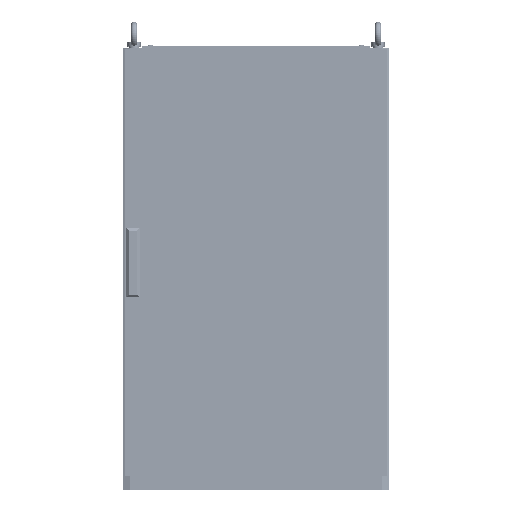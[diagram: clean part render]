
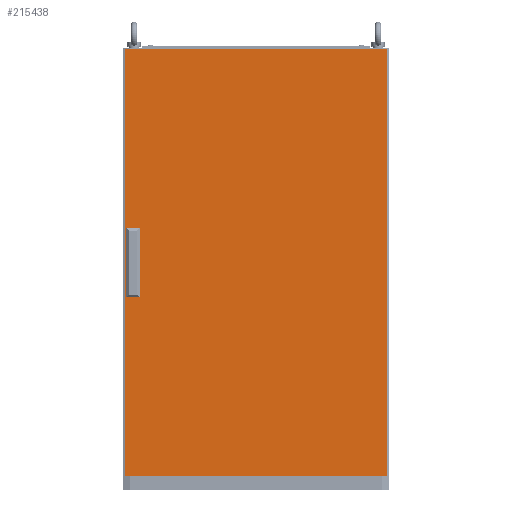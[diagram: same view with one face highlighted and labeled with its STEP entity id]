
A CAD part, top view. The second image highlights one B-rep face of the part: STEP entity #215438.
In plain terms, the highlighted planar face has unit normal (0, 0, 1).
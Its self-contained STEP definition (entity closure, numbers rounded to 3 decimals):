
#3080 = ORIENTED_EDGE ( 'NONE', *, *, #27749, .F. ) ;
#4029 = VERTEX_POINT ( 'NONE', #48942 ) ;
#6684 = VECTOR ( 'NONE', #143596, 1000. ) ;
#8555 = CARTESIAN_POINT ( 'NONE',  ( -297., 497., 0. ) ) ;
#10493 = EDGE_LOOP ( 'NONE', ( #80088, #212669, #62382, #3080 ) ) ;
#10863 = EDGE_CURVE ( 'NONE', #60597, #233328, #158917, .T. ) ;
#13902 = VERTEX_POINT ( 'NONE', #166280 ) ;
#14473 = LINE ( 'NONE', #91462, #119109 ) ;
#27749 = EDGE_CURVE ( 'NONE', #69827, #137112, #218704, .T. ) ;
#30669 = VERTEX_POINT ( 'NONE', #134444 ) ;
#31734 = DIRECTION ( 'NONE',  ( -1., 0., 0. ) ) ;
#32467 = PLANE ( 'NONE',  #224965 ) ;
#34706 = ORIENTED_EDGE ( 'NONE', *, *, #237585, .F. ) ;
#36492 = LINE ( 'NONE', #112235, #133974 ) ;
#41887 = CARTESIAN_POINT ( 'NONE',  ( -290.7, -61.5, 0. ) ) ;
#43518 = CARTESIAN_POINT ( 'NONE',  ( -265.7, -61.5, 0. ) ) ;
#48300 = CARTESIAN_POINT ( 'NONE',  ( -290.7, 88.5, 0. ) ) ;
#48942 = CARTESIAN_POINT ( 'NONE',  ( -265.7, -11.5, 0. ) ) ;
#50639 = CARTESIAN_POINT ( 'NONE',  ( -265.7, -61.5, 0. ) ) ;
#57757 = LINE ( 'NONE', #90832, #187200 ) ;
#60467 = DIRECTION ( 'NONE',  ( 1., 0., 0. ) ) ;
#60597 = VERTEX_POINT ( 'NONE', #146335 ) ;
#62382 = ORIENTED_EDGE ( 'NONE', *, *, #222684, .F. ) ;
#63273 = DIRECTION ( 'NONE',  ( -1., 0., 0. ) ) ;
#65800 = CARTESIAN_POINT ( 'NONE',  ( -297., -470., 0. ) ) ;
#66894 = CARTESIAN_POINT ( 'NONE',  ( -290.7, -11.5, 0. ) ) ;
#68983 = EDGE_CURVE ( 'NONE', #233328, #78153, #14473, .T. ) ;
#69827 = VERTEX_POINT ( 'NONE', #205512 ) ;
#70009 = VECTOR ( 'NONE', #162313, 1000. ) ;
#73138 = DIRECTION ( 'NONE',  ( 0., -1., 0. ) ) ;
#74792 = CARTESIAN_POINT ( 'NONE',  ( 297., 497., 0. ) ) ;
#76401 = DIRECTION ( 'NONE',  ( 0., 0., 1. ) ) ;
#78153 = VERTEX_POINT ( 'NONE', #92846 ) ;
#80088 = ORIENTED_EDGE ( 'NONE', *, *, #170205, .F. ) ;
#80405 = CARTESIAN_POINT ( 'NONE',  ( -265.7, -11.5, 0. ) ) ;
#81810 = VERTEX_POINT ( 'NONE', #229449 ) ;
#86139 = LINE ( 'NONE', #50639, #6684 ) ;
#90832 = CARTESIAN_POINT ( 'NONE',  ( -265.7, 88.5, 0. ) ) ;
#90891 = LINE ( 'NONE', #41887, #182345 ) ;
#91462 = CARTESIAN_POINT ( 'NONE',  ( -297., 497., 0. ) ) ;
#92846 = CARTESIAN_POINT ( 'NONE',  ( -297., -470., 0. ) ) ;
#92948 = ORIENTED_EDGE ( 'NONE', *, *, #208786, .F. ) ;
#93244 = DIRECTION ( 'NONE',  ( -1., 0., 0. ) ) ;
#94350 = DIRECTION ( 'NONE',  ( 0., 1., 0. ) ) ;
#97155 = LINE ( 'NONE', #154549, #186226 ) ;
#102312 = LINE ( 'NONE', #80405, #191094 ) ;
#102374 = VECTOR ( 'NONE', #142928, 1000. ) ;
#106998 = CARTESIAN_POINT ( 'NONE',  ( 0., 0., 0. ) ) ;
#108584 = VECTOR ( 'NONE', #31734, 1000. ) ;
#112235 = CARTESIAN_POINT ( 'NONE',  ( -265.7, 38.5, 0. ) ) ;
#115192 = DIRECTION ( 'NONE',  ( 0., -1., 0. ) ) ;
#117688 = DIRECTION ( 'NONE',  ( 0., 1., 0. ) ) ;
#119109 = VECTOR ( 'NONE', #73138, 1000. ) ;
#119988 = ORIENTED_EDGE ( 'NONE', *, *, #203652, .T. ) ;
#125333 = FACE_OUTER_BOUND ( 'NONE', #130351, .T. ) ;
#127066 = EDGE_LOOP ( 'NONE', ( #34706, #223364, #92948, #203046 ) ) ;
#130351 = EDGE_LOOP ( 'NONE', ( #233772, #119988, #217835, #142286 ) ) ;
#131704 = VECTOR ( 'NONE', #94350, 1000. ) ;
#133766 = DIRECTION ( 'NONE',  ( 0., -1., 0. ) ) ;
#133974 = VECTOR ( 'NONE', #186880, 1000. ) ;
#134444 = CARTESIAN_POINT ( 'NONE',  ( -290.7, 38.5, 0. ) ) ;
#137112 = VERTEX_POINT ( 'NONE', #43518 ) ;
#137236 = CARTESIAN_POINT ( 'NONE',  ( -265.7, 38.5, 0. ) ) ;
#142286 = ORIENTED_EDGE ( 'NONE', *, *, #10863, .T. ) ;
#142928 = DIRECTION ( 'NONE',  ( 1., 0., 0. ) ) ;
#143596 = DIRECTION ( 'NONE',  ( 0., 1., 0. ) ) ;
#145189 = LINE ( 'NONE', #65800, #70009 ) ;
#146335 = CARTESIAN_POINT ( 'NONE',  ( 297., 497., 0. ) ) ;
#152500 = CARTESIAN_POINT ( 'NONE',  ( -265.7, 38.5, 0. ) ) ;
#152616 = EDGE_CURVE ( 'NONE', #13902, #235434, #57757, .T. ) ;
#152961 = LINE ( 'NONE', #74792, #131704 ) ;
#154549 = CARTESIAN_POINT ( 'NONE',  ( -290.7, 38.5, 0. ) ) ;
#158147 = CARTESIAN_POINT ( 'NONE',  ( -297., 497., 0. ) ) ;
#158917 = LINE ( 'NONE', #8555, #108584 ) ;
#161251 = CARTESIAN_POINT ( 'NONE',  ( -265.7, -61.5, 0. ) ) ;
#162313 = DIRECTION ( 'NONE',  ( 1., 0., 0. ) ) ;
#162687 = EDGE_CURVE ( 'NONE', #30669, #183390, #36492, .T. ) ;
#166280 = CARTESIAN_POINT ( 'NONE',  ( -265.7, 88.5, 0. ) ) ;
#167336 = VERTEX_POINT ( 'NONE', #66894 ) ;
#170205 = EDGE_CURVE ( 'NONE', #167336, #69827, #90891, .T. ) ;
#182345 = VECTOR ( 'NONE', #115192, 1000. ) ;
#183390 = VERTEX_POINT ( 'NONE', #152500 ) ;
#186226 = VECTOR ( 'NONE', #133766, 1000. ) ;
#186880 = DIRECTION ( 'NONE',  ( 1., 0., 0. ) ) ;
#187200 = VECTOR ( 'NONE', #93244, 1000. ) ;
#191094 = VECTOR ( 'NONE', #63273, 1000. ) ;
#198899 = VECTOR ( 'NONE', #117688, 1000. ) ;
#199993 = FACE_BOUND ( 'NONE', #10493, .T. ) ;
#201369 = EDGE_CURVE ( 'NONE', #81810, #60597, #152961, .T. ) ;
#203046 = ORIENTED_EDGE ( 'NONE', *, *, #162687, .F. ) ;
#203652 = EDGE_CURVE ( 'NONE', #78153, #81810, #145189, .T. ) ;
#205512 = CARTESIAN_POINT ( 'NONE',  ( -290.7, -61.5, 0. ) ) ;
#208786 = EDGE_CURVE ( 'NONE', #183390, #13902, #213082, .T. ) ;
#212669 = ORIENTED_EDGE ( 'NONE', *, *, #239673, .F. ) ;
#213082 = LINE ( 'NONE', #137236, #198899 ) ;
#215438 = ADVANCED_FACE ( 'NONE', ( #218319, #199993, #125333 ), #32467, .T. ) ;
#217835 = ORIENTED_EDGE ( 'NONE', *, *, #201369, .T. ) ;
#218319 = FACE_BOUND ( 'NONE', #127066, .T. ) ;
#218704 = LINE ( 'NONE', #161251, #102374 ) ;
#222684 = EDGE_CURVE ( 'NONE', #137112, #4029, #86139, .T. ) ;
#223364 = ORIENTED_EDGE ( 'NONE', *, *, #152616, .F. ) ;
#224965 = AXIS2_PLACEMENT_3D ( 'NONE', #106998, #76401, #60467 ) ;
#229449 = CARTESIAN_POINT ( 'NONE',  ( 297., -470., 0. ) ) ;
#233328 = VERTEX_POINT ( 'NONE', #158147 ) ;
#233772 = ORIENTED_EDGE ( 'NONE', *, *, #68983, .T. ) ;
#235434 = VERTEX_POINT ( 'NONE', #48300 ) ;
#237585 = EDGE_CURVE ( 'NONE', #235434, #30669, #97155, .T. ) ;
#239673 = EDGE_CURVE ( 'NONE', #4029, #167336, #102312, .T. ) ;
